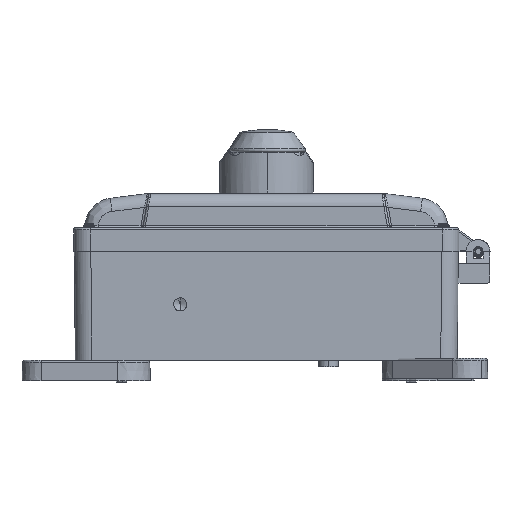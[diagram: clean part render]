
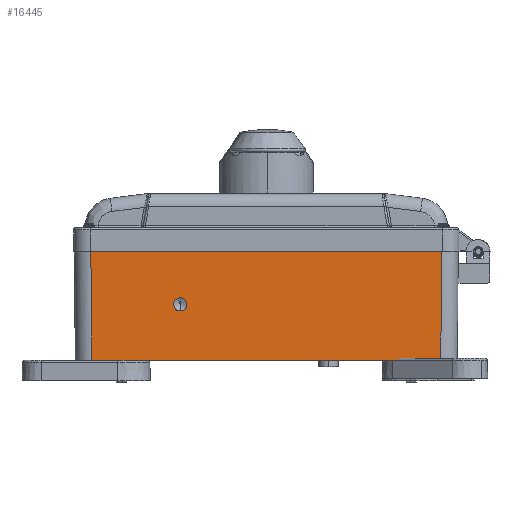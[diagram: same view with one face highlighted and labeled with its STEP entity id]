
A CAD part, left-side view. The second image highlights one B-rep face of the part: STEP entity #16445.
In plain terms, the highlighted planar face has unit normal (-1, 0, -0.009).
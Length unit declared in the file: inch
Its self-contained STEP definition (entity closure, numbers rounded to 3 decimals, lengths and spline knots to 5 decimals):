
#1026 = LINE ( 'NONE', #5988, #47284 ) ;
#2329 = DIRECTION ( 'NONE',  ( -0.009, 0., 1. ) ) ;
#5988 = CARTESIAN_POINT ( 'NONE',  ( -7.90009, -3.1692, 1.96099 ) ) ;
#10495 = CARTESIAN_POINT ( 'NONE',  ( -7.8908, 1.76831, 0.89669 ) ) ;
#12190 = EDGE_CURVE ( 'NONE', #60576, #53362, #74119, .T. ) ;
#13373 = DIRECTION ( 'NONE',  ( 0., -1., 0. ) ) ;
#13742 = LINE ( 'NONE', #36769, #60140 ) ;
#16445 = ADVANCED_FACE ( 'NONE', ( #22609, #59158 ), #75187, .T. ) ;
#18110 = EDGE_LOOP ( 'NONE', ( #73589, #41120, #42534, #48305 ) ) ;
#19005 = VERTEX_POINT ( 'NONE', #49466 ) ;
#19722 = VECTOR ( 'NONE', #32694, 39.37008 ) ;
#21398 =( BOUNDED_CURVE ( )  B_SPLINE_CURVE ( 3, ( #10495, #39263, #51554, #57756 ),
 .UNSPECIFIED., .F., .F. ) 
 B_SPLINE_CURVE_WITH_KNOTS ( ( 4, 4 ),
 ( 3.14159, 6.28319 ),
 .UNSPECIFIED. ) 
 CURVE ( )  GEOMETRIC_REPRESENTATION_ITEM ( )  RATIONAL_B_SPLINE_CURVE ( ( 1., 0.333, 0.333, 1. ) ) 
 REPRESENTATION_ITEM ( '' )  );
#21809 = EDGE_CURVE ( 'NONE', #53362, #26265, #32730, .T. ) ;
#22609 = FACE_BOUND ( 'NONE', #42890, .T. ) ;
#22665 = CARTESIAN_POINT ( 'NONE',  ( -7.8908, 1.76831, 0.89669 ) ) ;
#25834 = EDGE_CURVE ( 'NONE', #30681, #43251, #68529, .T. ) ;
#26223 = DIRECTION ( 'NONE',  ( 0.009, -0.009, -1. ) ) ;
#26265 = VERTEX_POINT ( 'NONE', #27574 ) ;
#26965 = CARTESIAN_POINT ( 'NONE',  ( -7.9006, 3.45632, 2.0188 ) ) ;
#27574 = CARTESIAN_POINT ( 'NONE',  ( -7.8827, 3.43843, -0.03195 ) ) ;
#28142 = VECTOR ( 'NONE', #26223, 39.37008 ) ;
#29343 = DIRECTION ( 'NONE',  ( -0.009, -0.009, 1. ) ) ;
#29371 = ORIENTED_EDGE ( 'NONE', *, *, #34452, .F. ) ;
#30681 = VERTEX_POINT ( 'NONE', #30825 ) ;
#30825 = CARTESIAN_POINT ( 'NONE',  ( -7.89298, 1.76831, 1.14631 ) ) ;
#32694 = DIRECTION ( 'NONE',  ( 0., 1., 0. ) ) ;
#32730 = LINE ( 'NONE', #26965, #28142 ) ;
#34452 = EDGE_CURVE ( 'NONE', #43251, #30681, #21398, .T. ) ;
#36769 = CARTESIAN_POINT ( 'NONE',  ( -7.8827, 3.45643, -0.03195 ) ) ;
#36822 = DIRECTION ( 'NONE',  ( -1., 0., -0.009 ) ) ;
#38472 = CARTESIAN_POINT ( 'NONE',  ( -7.9006, 3.45643, 2.0188 ) ) ;
#39263 = CARTESIAN_POINT ( 'NONE',  ( -7.8908, 1.51875, 0.89669 ) ) ;
#40179 = CARTESIAN_POINT ( 'NONE',  ( -7.89298, 1.76831, 1.14631 ) ) ;
#40339 = CARTESIAN_POINT ( 'NONE',  ( -7.9006, 3.45632, 2.0188 ) ) ;
#40843 = ORIENTED_EDGE ( 'NONE', *, *, #25834, .F. ) ;
#41120 = ORIENTED_EDGE ( 'NONE', *, *, #21809, .T. ) ;
#42534 = ORIENTED_EDGE ( 'NONE', *, *, #51753, .T. ) ;
#42890 = EDGE_LOOP ( 'NONE', ( #40843, #29371 ) ) ;
#43251 = VERTEX_POINT ( 'NONE', #22665 ) ;
#44811 = CARTESIAN_POINT ( 'NONE',  ( -7.8908, 1.76831, 0.89669 ) ) ;
#47284 = VECTOR ( 'NONE', #29343, 39.37008 ) ;
#48305 = ORIENTED_EDGE ( 'NONE', *, *, #58315, .T. ) ;
#49466 = CARTESIAN_POINT ( 'NONE',  ( -7.8827, -3.1518, -0.03195 ) ) ;
#51554 = CARTESIAN_POINT ( 'NONE',  ( -7.89298, 1.51875, 1.14631 ) ) ;
#51753 = EDGE_CURVE ( 'NONE', #26265, #19005, #13742, .T. ) ;
#53362 = VERTEX_POINT ( 'NONE', #40339 ) ;
#57756 = CARTESIAN_POINT ( 'NONE',  ( -7.89298, 1.76831, 1.14631 ) ) ;
#57900 = CARTESIAN_POINT ( 'NONE',  ( -7.89298, 2.01787, 1.14631 ) ) ;
#58315 = EDGE_CURVE ( 'NONE', #19005, #60576, #1026, .T. ) ;
#59158 = FACE_OUTER_BOUND ( 'NONE', #18110, .T. ) ;
#60140 = VECTOR ( 'NONE', #13373, 39.37008 ) ;
#60576 = VERTEX_POINT ( 'NONE', #62709 ) ;
#62709 = CARTESIAN_POINT ( 'NONE',  ( -7.9006, -3.1697, 2.0188 ) ) ;
#63988 = CARTESIAN_POINT ( 'NONE',  ( -7.8908, 2.01787, 0.89669 ) ) ;
#67153 = CARTESIAN_POINT ( 'NONE',  ( -7.9006, 3.45643, 2.0188 ) ) ;
#68529 =( BOUNDED_CURVE ( )  B_SPLINE_CURVE ( 3, ( #40179, #57900, #63988, #44811 ),
 .UNSPECIFIED., .F., .F. ) 
 B_SPLINE_CURVE_WITH_KNOTS ( ( 4, 4 ),
 ( 0., 3.14159 ),
 .UNSPECIFIED. ) 
 CURVE ( )  GEOMETRIC_REPRESENTATION_ITEM ( )  RATIONAL_B_SPLINE_CURVE ( ( 1., 0.333, 0.333, 1. ) ) 
 REPRESENTATION_ITEM ( '' )  );
#72807 = AXIS2_PLACEMENT_3D ( 'NONE', #67153, #36822, #2329 ) ;
#73589 = ORIENTED_EDGE ( 'NONE', *, *, #12190, .T. ) ;
#74119 = LINE ( 'NONE', #38472, #19722 ) ;
#75187 = PLANE ( 'NONE',  #72807 ) ;
